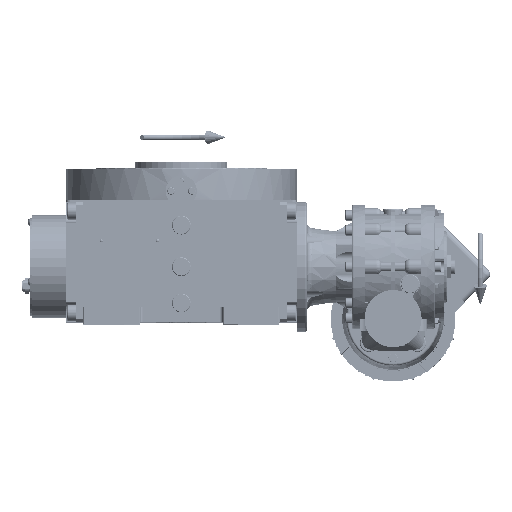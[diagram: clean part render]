
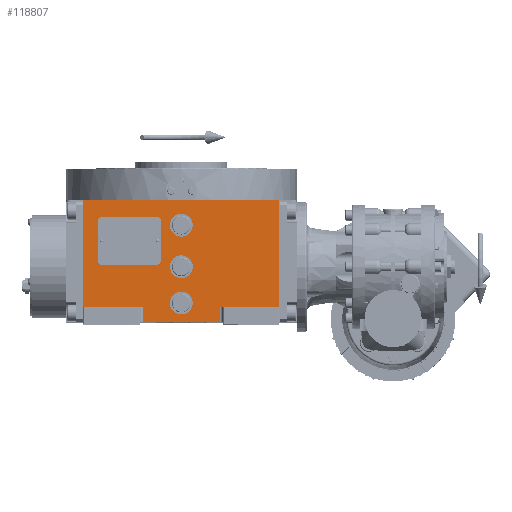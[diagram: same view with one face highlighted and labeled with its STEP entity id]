
A CAD part, top view. The second image highlights one B-rep face of the part: STEP entity #118807.
In plain terms, the highlighted planar face has unit normal (0, 0, 1).
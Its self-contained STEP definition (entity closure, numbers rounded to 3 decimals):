
#1139 = DIRECTION ( 'NONE',  ( 0., 1., 0. ) ) ;
#1654 = DIRECTION ( 'NONE',  ( -1., 0., 0. ) ) ;
#1871 = CIRCLE ( 'NONE', #70813, 11. ) ;
#5891 = ORIENTED_EDGE ( 'NONE', *, *, #105973, .F. ) ;
#7516 = ORIENTED_EDGE ( 'NONE', *, *, #89012, .F. ) ;
#9187 = DIRECTION ( 'NONE',  ( 0., 0., 1. ) ) ;
#10089 = EDGE_CURVE ( 'NONE', #57543, #10450, #142495, .T. ) ;
#10450 = VERTEX_POINT ( 'NONE', #36879 ) ;
#10774 = VERTEX_POINT ( 'NONE', #50796 ) ;
#10920 = CIRCLE ( 'NONE', #53243, 11. ) ;
#12186 = CARTESIAN_POINT ( 'NONE',  ( 37., -38.5, 163.5 ) ) ;
#13900 = ORIENTED_EDGE ( 'NONE', *, *, #21339, .F. ) ;
#14074 = CARTESIAN_POINT ( 'NONE',  ( 37., -38.5, 163.5 ) ) ;
#15237 = EDGE_CURVE ( 'NONE', #118319, #108887, #152307, .T. ) ;
#17175 = CARTESIAN_POINT ( 'NONE',  ( -94.5, -38.5, 163.5 ) ) ;
#17580 = AXIS2_PLACEMENT_3D ( 'NONE', #64814, #100536, #1654 ) ;
#18395 = CARTESIAN_POINT ( 'NONE',  ( -37., -38.5, 163.5 ) ) ;
#20509 = CARTESIAN_POINT ( 'NONE',  ( -37., -53.5, 163.5 ) ) ;
#20943 = CARTESIAN_POINT ( 'NONE',  ( 0., 40., 163.5 ) ) ;
#21339 = EDGE_CURVE ( 'NONE', #76621, #113950, #52097, .T. ) ;
#23141 = EDGE_LOOP ( 'NONE', ( #7516, #5891 ) ) ;
#26092 = VECTOR ( 'NONE', #80246, 1000. ) ;
#30509 = EDGE_CURVE ( 'NONE', #118319, #144392, #78724, .T. ) ;
#31165 = CARTESIAN_POINT ( 'NONE',  ( 37., -38.5, 163.5 ) ) ;
#33784 = CARTESIAN_POINT ( 'NONE',  ( 94.5, 64.5, 163.5 ) ) ;
#35979 = ORIENTED_EDGE ( 'NONE', *, *, #10089, .F. ) ;
#36035 = CARTESIAN_POINT ( 'NONE',  ( 94.5, -38.5, 163.5 ) ) ;
#36797 = CARTESIAN_POINT ( 'NONE',  ( 0., 40., 163.5 ) ) ;
#36879 = CARTESIAN_POINT ( 'NONE',  ( 37., -53.5, 163.5 ) ) ;
#37595 = VECTOR ( 'NONE', #150646, 1000. ) ;
#38538 = CARTESIAN_POINT ( 'NONE',  ( -94.5, -38.5, 163.5 ) ) ;
#39145 = AXIS2_PLACEMENT_3D ( 'NONE', #90090, #140724, #113349 ) ;
#41315 = CARTESIAN_POINT ( 'NONE',  ( -94.5, -38.5, 163.5 ) ) ;
#44174 = FACE_OUTER_BOUND ( 'NONE', #93745, .T. ) ;
#45567 = CARTESIAN_POINT ( 'NONE',  ( -11., -35., 163.5 ) ) ;
#46632 = DIRECTION ( 'NONE',  ( 0., 1., 0. ) ) ;
#48274 = LINE ( 'NONE', #112238, #137137 ) ;
#49336 = CARTESIAN_POINT ( 'NONE',  ( 94.5, -38.5, 163.5 ) ) ;
#50796 = CARTESIAN_POINT ( 'NONE',  ( -37., -53.5, 163.5 ) ) ;
#52097 = CIRCLE ( 'NONE', #17580, 11. ) ;
#53243 = AXIS2_PLACEMENT_3D ( 'NONE', #20943, #72492, #71677 ) ;
#55488 = DIRECTION ( 'NONE',  ( 1., 0., 0. ) ) ;
#55974 = DIRECTION ( 'NONE',  ( 1., 0., 0. ) ) ;
#56638 = FACE_BOUND ( 'NONE', #70680, .T. ) ;
#57543 = VERTEX_POINT ( 'NONE', #14074 ) ;
#59567 = DIRECTION ( 'NONE',  ( 1., 0., 0. ) ) ;
#64814 = CARTESIAN_POINT ( 'NONE',  ( 0., 0., 163.5 ) ) ;
#65374 = AXIS2_PLACEMENT_3D ( 'NONE', #95677, #147104, #146296 ) ;
#66118 = EDGE_CURVE ( 'NONE', #10774, #10450, #106986, .T. ) ;
#70680 = EDGE_LOOP ( 'NONE', ( #74992, #13900 ) ) ;
#70813 = AXIS2_PLACEMENT_3D ( 'NONE', #36797, #72617, #87496 ) ;
#71677 = DIRECTION ( 'NONE',  ( -1., 0., 0. ) ) ;
#72492 = DIRECTION ( 'NONE',  ( 0., 0., 1. ) ) ;
#72617 = DIRECTION ( 'NONE',  ( 0., 0., 1. ) ) ;
#74207 = ORIENTED_EDGE ( 'NONE', *, *, #86433, .F. ) ;
#74992 = ORIENTED_EDGE ( 'NONE', *, *, #100570, .F. ) ;
#76094 = VERTEX_POINT ( 'NONE', #81775 ) ;
#76621 = VERTEX_POINT ( 'NONE', #99546 ) ;
#76683 = VECTOR ( 'NONE', #59567, 1000. ) ;
#77662 = EDGE_CURVE ( 'NONE', #10774, #144392, #48274, .T. ) ;
#78724 = LINE ( 'NONE', #17175, #114056 ) ;
#80107 = LINE ( 'NONE', #92564, #139050 ) ;
#80246 = DIRECTION ( 'NONE',  ( 0., -1., 0. ) ) ;
#80267 = ORIENTED_EDGE ( 'NONE', *, *, #30509, .T. ) ;
#81775 = CARTESIAN_POINT ( 'NONE',  ( 11., -35., 163.5 ) ) ;
#85601 = CARTESIAN_POINT ( 'NONE',  ( 0., -35., 163.5 ) ) ;
#86433 = EDGE_CURVE ( 'NONE', #108887, #146198, #80107, .T. ) ;
#87496 = DIRECTION ( 'NONE',  ( 1., 0., 0. ) ) ;
#87617 = ORIENTED_EDGE ( 'NONE', *, *, #66118, .T. ) ;
#89012 = EDGE_CURVE ( 'NONE', #94691, #147079, #1871, .T. ) ;
#90090 = CARTESIAN_POINT ( 'NONE',  ( 0., 0., 163.5 ) ) ;
#92564 = CARTESIAN_POINT ( 'NONE',  ( -94.5, 64.5, 163.5 ) ) ;
#93745 = EDGE_LOOP ( 'NONE', ( #87617, #35979, #140939, #133453, #74207, #140506, #80267, #95772 ) ) ;
#94531 = CARTESIAN_POINT ( 'NONE',  ( 0., -35., 163.5 ) ) ;
#94691 = VERTEX_POINT ( 'NONE', #134563 ) ;
#95677 = CARTESIAN_POINT ( 'NONE',  ( -94.5, -53.5, 163.5 ) ) ;
#95772 = ORIENTED_EDGE ( 'NONE', *, *, #77662, .F. ) ;
#98257 = VERTEX_POINT ( 'NONE', #36035 ) ;
#98345 = ORIENTED_EDGE ( 'NONE', *, *, #134646, .F. ) ;
#99391 = EDGE_CURVE ( 'NONE', #156294, #76094, #131640, .T. ) ;
#99546 = CARTESIAN_POINT ( 'NONE',  ( -11., 0., 163.5 ) ) ;
#100536 = DIRECTION ( 'NONE',  ( 0., 0., 1. ) ) ;
#100570 = EDGE_CURVE ( 'NONE', #113950, #76621, #126648, .T. ) ;
#105973 = EDGE_CURVE ( 'NONE', #147079, #94691, #10920, .T. ) ;
#106986 = LINE ( 'NONE', #20509, #125854 ) ;
#107311 = PLANE ( 'NONE',  #65374 ) ;
#108887 = VERTEX_POINT ( 'NONE', #134654 ) ;
#109710 = DIRECTION ( 'NONE',  ( 1., 0., 0. ) ) ;
#110435 = AXIS2_PLACEMENT_3D ( 'NONE', #85601, #9187, #109710 ) ;
#112144 = EDGE_CURVE ( 'NONE', #98257, #146198, #112468, .T. ) ;
#112238 = CARTESIAN_POINT ( 'NONE',  ( -37., -53.5, 163.5 ) ) ;
#112468 = LINE ( 'NONE', #49336, #37595 ) ;
#112930 = CARTESIAN_POINT ( 'NONE',  ( 11., 0., 163.5 ) ) ;
#113349 = DIRECTION ( 'NONE',  ( 1., 0., 0. ) ) ;
#113950 = VERTEX_POINT ( 'NONE', #112930 ) ;
#114056 = VECTOR ( 'NONE', #132607, 1000. ) ;
#118319 = VERTEX_POINT ( 'NONE', #41315 ) ;
#118807 = ADVANCED_FACE ( 'NONE', ( #56638, #133020, #156320, #44174 ), #107311, .T. ) ;
#124366 = LINE ( 'NONE', #12186, #76683 ) ;
#125330 = EDGE_LOOP ( 'NONE', ( #98345, #133615 ) ) ;
#125854 = VECTOR ( 'NONE', #55488, 1000. ) ;
#126648 = CIRCLE ( 'NONE', #39145, 11. ) ;
#128588 = VECTOR ( 'NONE', #1139, 1000. ) ;
#131640 = CIRCLE ( 'NONE', #150220, 11. ) ;
#132607 = DIRECTION ( 'NONE',  ( 1., 0., 0. ) ) ;
#133020 = FACE_BOUND ( 'NONE', #125330, .T. ) ;
#133453 = ORIENTED_EDGE ( 'NONE', *, *, #112144, .T. ) ;
#133615 = ORIENTED_EDGE ( 'NONE', *, *, #99391, .F. ) ;
#134343 = DIRECTION ( 'NONE',  ( 0., 0., 1. ) ) ;
#134563 = CARTESIAN_POINT ( 'NONE',  ( 11., 40., 163.5 ) ) ;
#134646 = EDGE_CURVE ( 'NONE', #76094, #156294, #158187, .T. ) ;
#134654 = CARTESIAN_POINT ( 'NONE',  ( -94.5, 64.5, 163.5 ) ) ;
#137137 = VECTOR ( 'NONE', #46632, 1000. ) ;
#139050 = VECTOR ( 'NONE', #55974, 1000. ) ;
#139421 = CARTESIAN_POINT ( 'NONE',  ( -11., 40., 163.5 ) ) ;
#140506 = ORIENTED_EDGE ( 'NONE', *, *, #15237, .F. ) ;
#140724 = DIRECTION ( 'NONE',  ( 0., 0., 1. ) ) ;
#140939 = ORIENTED_EDGE ( 'NONE', *, *, #152851, .T. ) ;
#142495 = LINE ( 'NONE', #31165, #26092 ) ;
#144392 = VERTEX_POINT ( 'NONE', #18395 ) ;
#146198 = VERTEX_POINT ( 'NONE', #33784 ) ;
#146296 = DIRECTION ( 'NONE',  ( 1., 0., 0. ) ) ;
#147079 = VERTEX_POINT ( 'NONE', #139421 ) ;
#147104 = DIRECTION ( 'NONE',  ( 0., 0., 1. ) ) ;
#148436 = DIRECTION ( 'NONE',  ( -1., 0., 0. ) ) ;
#150220 = AXIS2_PLACEMENT_3D ( 'NONE', #94531, #134343, #148436 ) ;
#150646 = DIRECTION ( 'NONE',  ( 0., 1., 0. ) ) ;
#152307 = LINE ( 'NONE', #38538, #128588 ) ;
#152851 = EDGE_CURVE ( 'NONE', #57543, #98257, #124366, .T. ) ;
#156294 = VERTEX_POINT ( 'NONE', #45567 ) ;
#156320 = FACE_BOUND ( 'NONE', #23141, .T. ) ;
#158187 = CIRCLE ( 'NONE', #110435, 11. ) ;
